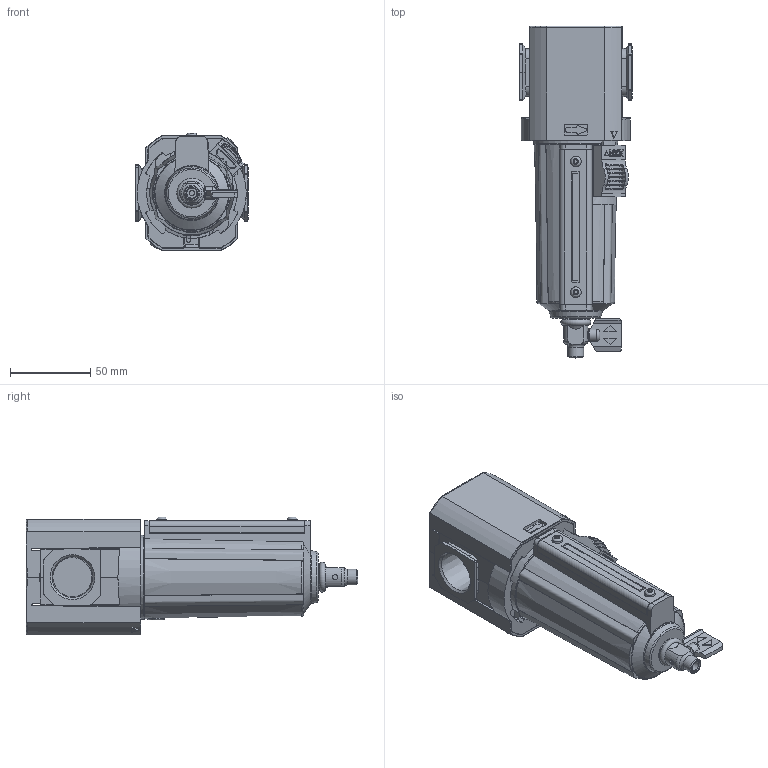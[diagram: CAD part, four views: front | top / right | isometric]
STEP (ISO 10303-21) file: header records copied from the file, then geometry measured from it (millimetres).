
FILE_DESCRIPTION( ( 'STEP AP214' ), '1' );
FILE_NAME( 'F84G-6AN-QD1(0).stp', '2019-03-03T03:49:16', ( '' ), ( '' ), ' ', 'PARTsolutions', ' ' );
FILE_SCHEMA( ( 'AUTOMOTIVE_DESIGN { 1 0 10303 214 1 1 1 1 }' ) );
Length unit declared in the file: millimetre
Products named in the file (7): F84G-6AN-QD1(0); _840001-6-A-F84G; _840036-60_F84G; _840092-89; _840003-56_F84G_B; _840003-50_F84G_D; _840003-51_F84G_S
Assembly tree (6 placements, depth 2):
  F84G-6AN-QD1(0)
    _840001-6-A-F84G
    _840036-60_F84G
    _840092-89
    _840003-56_F84G_B
    _840003-50_F84G_D
    _840003-51_F84G_S
Bounding box: 70.25 x 206.9 x 73.46 mm (x, y, z)
Volume: 458787.6 mm3; surface area: 108741.9 mm2
Topology: 6 solids, 6 shells, 1069 faces, 2900 edges, 1903 vertices
Faces by surface type: plane 528, cylinder 372, torus 78, cone 70, bspline 19, sphere 2
Full cylindrical faces by diameter (mm): 2.85 x2, 3.12 x1, 3.2 x1, 4.134 x2, 5.4 x2, 6 x1, 6.35 x1, 7 x2, 8 x1, 9.5 x1, 9.728 x1, 10.146 x1, 15.9 x3, 16.075 x1, 23 x1, 49.6 x1, 49.75 x1, 51.25 x1, 52.5 x2, 53.9 x1, 62.5 x1
Entity records: 44152 total; most frequent: CARTESIAN_POINT 9115, ORIENTED_EDGE 5552, DIRECTION 5367, EDGE_CURVE 2776, AXIS2_PLACEMENT_3D 1974, VERTEX_POINT 1885, LINE 1419, VECTOR 1419
